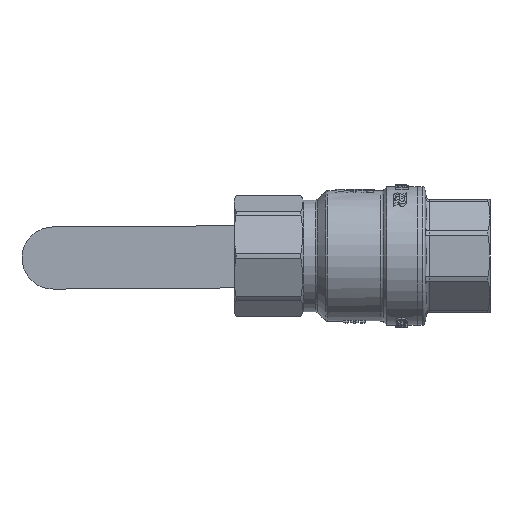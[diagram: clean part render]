
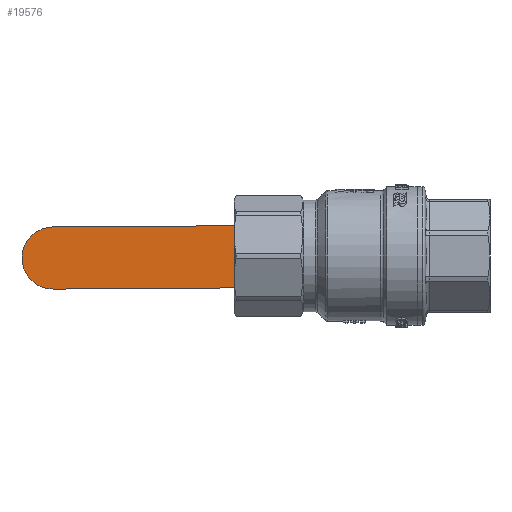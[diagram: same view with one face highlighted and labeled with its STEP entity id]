
A CAD part, front view. The second image highlights one B-rep face of the part: STEP entity #19576.
In plain terms, the highlighted planar face has unit normal (0, -1, 0).
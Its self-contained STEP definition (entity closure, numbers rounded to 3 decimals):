
#1005=PLANE('',#21022);
#2202=FACE_OUTER_BOUND('',#3341,.T.);
#3341=EDGE_LOOP('',(#17031,#17032,#17033,#17034));
#3793=CIRCLE('',#21023,8.5);
#5997=LINE('',#44356,#7411);
#6000=LINE('',#44367,#7414);
#6002=LINE('',#44370,#7416);
#7411=VECTOR('',#24684,10.);
#7414=VECTOR('',#24695,10.);
#7416=VECTOR('',#24699,10.);
#9119=VERTEX_POINT('',#44353);
#9120=VERTEX_POINT('',#44355);
#9123=VERTEX_POINT('',#44364);
#9124=VERTEX_POINT('',#44366);
#11782=EDGE_CURVE('',#9119,#9120,#5997,.T.);
#11788=EDGE_CURVE('',#9123,#9124,#6000,.T.);
#11790=EDGE_CURVE('',#9120,#9123,#6002,.T.);
#11792=EDGE_CURVE('',#9124,#9119,#3793,.F.);
#17031=ORIENTED_EDGE('',*,*,#11790,.F.);
#17032=ORIENTED_EDGE('',*,*,#11782,.F.);
#17033=ORIENTED_EDGE('',*,*,#11792,.F.);
#17034=ORIENTED_EDGE('',*,*,#11788,.F.);
#19576=ADVANCED_FACE('',(#2202),#1005,.T.);
#21022=AXIS2_PLACEMENT_3D('',#44372,#24701,#24702);
#21023=AXIS2_PLACEMENT_3D('',#44373,#24703,#24704);
#24684=DIRECTION('',(-1.,0.,0.));
#24695=DIRECTION('',(1.,0.,0.));
#24699=DIRECTION('',(0.,0.,1.));
#24701=DIRECTION('center_axis',(0.,-1.,0.));
#24702=DIRECTION('ref_axis',(1.,0.,0.));
#24703=DIRECTION('center_axis',(0.,-1.,0.));
#24704=DIRECTION('ref_axis',(0.707,0.,0.707));
#44353=CARTESIAN_POINT('',(84.5,9.5,-8.5));
#44355=CARTESIAN_POINT('',(23.607,9.5,-8.5));
#44356=CARTESIAN_POINT('',(33.768,9.5,-8.5));
#44364=CARTESIAN_POINT('',(23.607,9.5,8.5));
#44366=CARTESIAN_POINT('',(84.5,9.5,8.5));
#44367=CARTESIAN_POINT('',(33.768,9.5,8.5));
#44370=CARTESIAN_POINT('',(23.607,9.5,0.));
#44372=CARTESIAN_POINT('Origin',(21.536,9.5,0.));
#44373=CARTESIAN_POINT('Origin',(84.5,9.5,0.));
